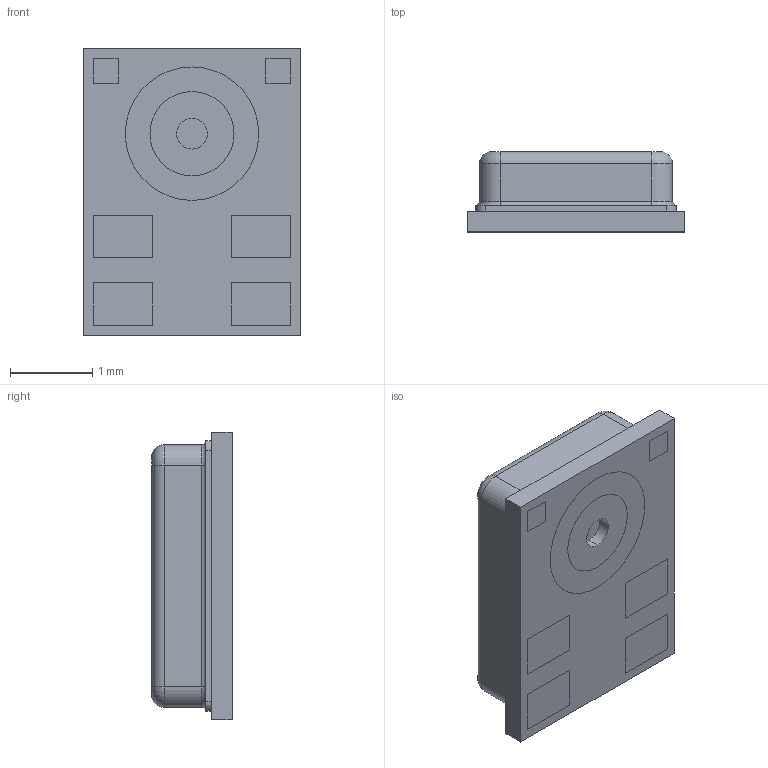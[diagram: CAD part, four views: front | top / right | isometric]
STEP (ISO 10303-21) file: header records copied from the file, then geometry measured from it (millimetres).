
FILE_DESCRIPTION (( 'STEP AP214' ), '1' );
FILE_NAME ('T5838.STEP', '2024-02-19T13:10:32', ( 'LENOVO' ), ( '' ), 'SwSTEP 2.0', 'SolidWorks 2021', '' );
FILE_SCHEMA (( 'AUTOMOTIVE_DESIGN' ));
Length unit declared in the file: millimetre
Products named in the file (1): T5838
Bounding box: 2.65 x 0.98 x 3.5 mm (x, y, z)
Volume: 7.8 mm3; surface area: 57.1 mm2
Topology: 10 solids, 10 shells, 132 faces, 282 edges, 180 vertices
Faces by surface type: plane 94, cylinder 30, torus 8
Entity records: 3707 total; most frequent: DIRECTION 616, CARTESIAN_POINT 595, ORIENTED_EDGE 564, EDGE_CURVE 282, VECTOR 214, LINE 214, AXIS2_PLACEMENT_3D 201, VERTEX_POINT 180
